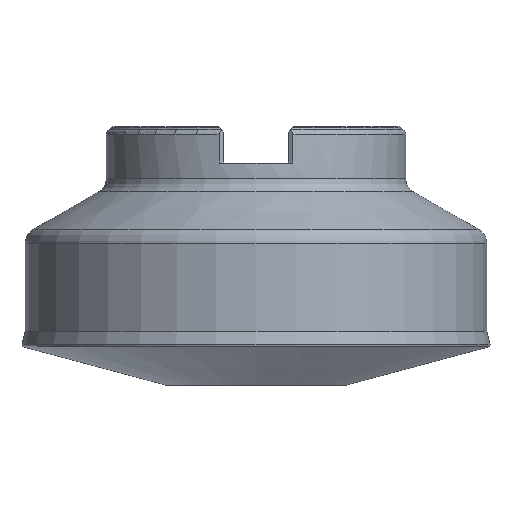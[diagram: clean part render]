
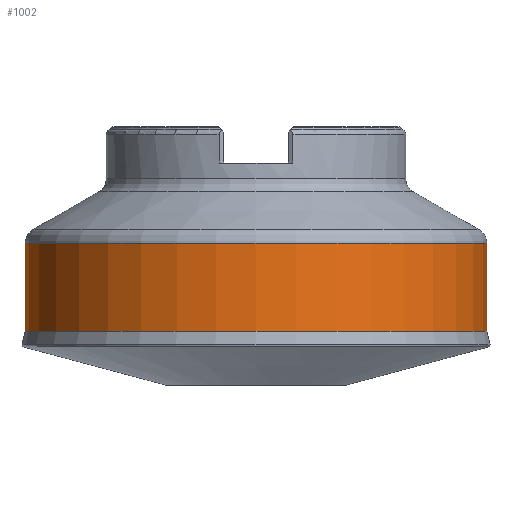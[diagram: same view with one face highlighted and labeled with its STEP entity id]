
A CAD part, left-side view. The second image highlights one B-rep face of the part: STEP entity #1002.
In plain terms, the highlighted cylindrical face has radius 44.7 mm (diameter 89.4 mm), a partial arc.
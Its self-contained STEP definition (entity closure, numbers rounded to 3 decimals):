
#492=EDGE_CURVE('NONE',#892,#1004,#1320,.T.);
#738=EDGE_CURVE('NONE',#892,#1074,#1590,.T.);
#764=EDGE_CURVE('NONE',#1074,#768,#1619,.T.);
#768=VERTEX_POINT('NONE',#1623);
#892=VERTEX_POINT('NONE',#1759);
#940=EDGE_CURVE('NONE',#768,#1004,#1813,.T.);
#1002=ADVANCED_FACE('NONE',(#1881),#1882,.T.);
#1004=VERTEX_POINT('NONE',#1884);
#1074=VERTEX_POINT('NONE',#1962);
#1320=LINE('',#2265,#2266);
#1590=CIRCLE('',#2665,44.7);
#1619=LINE('',#2704,#2705);
#1623=CARTESIAN_POINT('',(0.,44.7,-39.572));
#1759=CARTESIAN_POINT('',(0.0,-44.7,-22.529));
#1813=CIRCLE('',#2993,44.7);
#1881=FACE_OUTER_BOUND('',#3086,.T.);
#1882=CYLINDRICAL_SURFACE('',#3087,44.7);
#1884=CARTESIAN_POINT('',(0.0,-44.7,-39.572));
#1962=CARTESIAN_POINT('',(0.,44.7,-22.529));
#2265=CARTESIAN_POINT('',(0.0,-44.7,-52.319));
#2266=VECTOR('',#3516,1000.0);
#2665=AXIS2_PLACEMENT_3D('',#3852,#3853,#3854);
#2704=CARTESIAN_POINT('',(0.,44.7,-52.319));
#2705=VECTOR('',#3891,1000.0);
#2993=AXIS2_PLACEMENT_3D('',#4117,#4118,#4119);
#3086=EDGE_LOOP('',(#4192,#4193,#4194,#4195));
#3087=AXIS2_PLACEMENT_3D('',#4196,#4197,#4198);
#3516=DIRECTION('',(0.0,0.0,-1.0));
#3852=CARTESIAN_POINT('',(0.0,0.0,-22.529));
#3853=DIRECTION('',(0.0,0.0,-1.0));
#3854=DIRECTION('',(0.0,-1.0,0.0));
#3891=DIRECTION('',(0.0,0.0,-1.0));
#4117=CARTESIAN_POINT('',(0.0,0.0,-39.572));
#4118=DIRECTION('',(0.0,0.0,1.0));
#4119=DIRECTION('',(0.0,-1.0,0.0));
#4192=ORIENTED_EDGE('',*,*,#738,.T.);
#4193=ORIENTED_EDGE('',*,*,#764,.T.);
#4194=ORIENTED_EDGE('',*,*,#940,.T.);
#4195=ORIENTED_EDGE('',*,*,#492,.F.);
#4196=CARTESIAN_POINT('',(0.0,0.0,-52.319));
#4197=DIRECTION('',(-0.0,-0.0,-1.0));
#4198=DIRECTION('',(0.0,-1.0,0.0));
